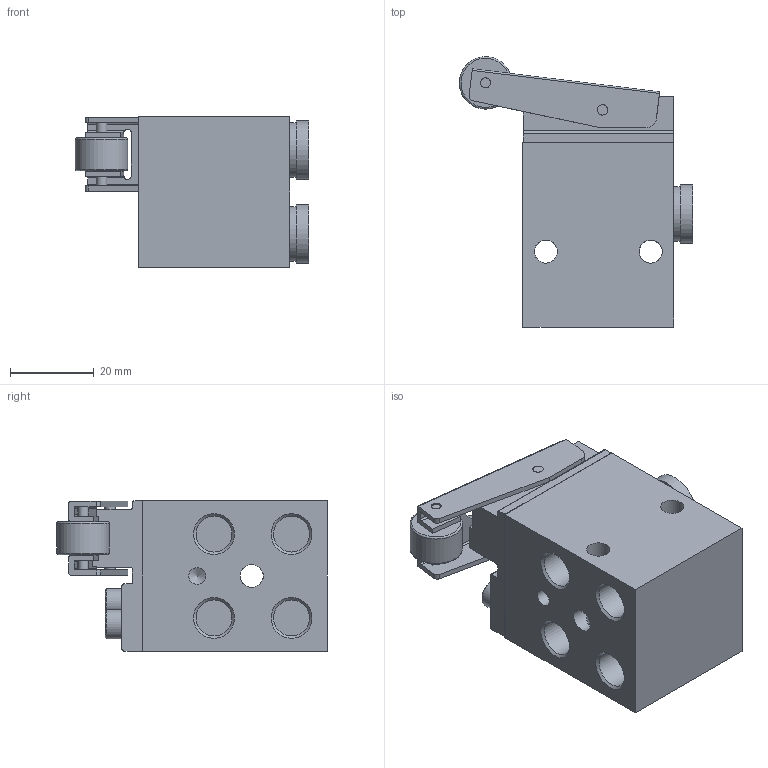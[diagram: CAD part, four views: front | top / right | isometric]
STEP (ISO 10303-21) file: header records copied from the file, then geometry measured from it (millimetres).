
FILE_DESCRIPTION(/* description */ ('STEP AP214'),/* implementation_level */ '2;1');
FILE_NAME(/* name */ '2949_RS-4-1_8',/* time_stamp */ '2024-09-14T22:23:39+02:00',/* author */ ('License CC BY-ND 4.0'),/* organization */ ('CADENAS'),/* preprocessor_version */ 'ST-DEVELOPER v19.3',/* originating_system */ 'PARTsolutions',/* authorisation */ ' ');
FILE_SCHEMA (('AUTOMOTIVE_DESIGN {1 0 10303 214 3 1 1}'));
Length unit declared in the file: millimetre
Products named in the file (5): 2949 RS-4-1/8---(0); 2949 RS-4-1/8_p; 2223 O-1/8; DIN-908 G1/8A; 2272 RS-H
Assembly tree (6 placements, depth 2):
  2949 RS-4-1/8---(0)
    2949 RS-4-1/8_p
    2223 O-1/8  x2
    DIN-908 G1/8A  x2
    2272 RS-H
Bounding box: 55.66 x 64.49 x 36 mm (x, y, z)
Volume: 65145.7 mm3; surface area: 19444.5 mm2
Topology: 6 solids, 6 shells, 217 faces, 523 edges, 342 vertices
Faces by surface type: plane 117, cylinder 62, cone 36, torus 2
Full cylindrical faces by diameter (mm): 2.4 x2, 2.5 x8, 4 x1, 5.5 x6, 6.7 x2, 7 x4, 8 x1, 8.566 x6, 9.728 x2, 10 x3, 12.5 x1, 13 x2, 14 x2
Entity records: 6101 total; most frequent: CARTESIAN_POINT 984, DIRECTION 904, ORIENTED_EDGE 780, EDGE_CURVE 390, AXIS2_PLACEMENT_3D 338, FACE_BOUND 294, EDGE_LOOP 292, VERTEX_POINT 290
